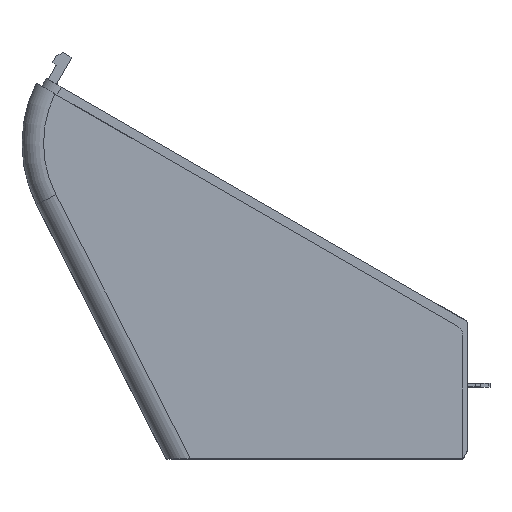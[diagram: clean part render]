
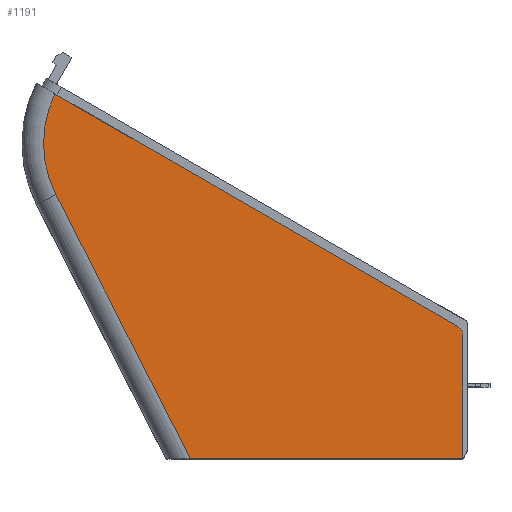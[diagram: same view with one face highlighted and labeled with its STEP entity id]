
A CAD part, top view. The second image highlights one B-rep face of the part: STEP entity #1191.
In plain terms, the highlighted planar face has unit normal (0, 0, 1).
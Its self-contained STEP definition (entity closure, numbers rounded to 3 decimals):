
#415=FACE_OUTER_BOUND('',#4045,.T.);
#1111=CIRCLE('',#9521,2.);
#1112=CIRCLE('',#9522,21.);
#1191=ADVANCED_FACE('',(#415),#1648,.T.);
#1648=PLANE('',#9523);
#1954=LINE('',#14177,#2332);
#1961=LINE('',#14192,#2339);
#1971=LINE('',#14255,#2349);
#1977=LINE('',#14277,#2355);
#2332=VECTOR('',#11263,1.);
#2339=VECTOR('',#11274,1.);
#2349=VECTOR('',#11298,1.);
#2355=VECTOR('',#11320,1.);
#4045=EDGE_LOOP('',(#5549,#5550,#5551,#5552,#5553,#5554));
#5549=ORIENTED_EDGE('',*,*,#8495,.T.);
#5550=ORIENTED_EDGE('',*,*,#8530,.T.);
#5551=ORIENTED_EDGE('',*,*,#8520,.T.);
#5552=ORIENTED_EDGE('',*,*,#8531,.T.);
#5553=ORIENTED_EDGE('',*,*,#8532,.T.);
#5554=ORIENTED_EDGE('',*,*,#8502,.T.);
#7597=VERTEX_POINT('',#14176);
#7598=VERTEX_POINT('',#14178);
#7604=VERTEX_POINT('',#14193);
#7617=VERTEX_POINT('',#14254);
#7618=VERTEX_POINT('',#14256);
#7625=VERTEX_POINT('',#14276);
#8495=EDGE_CURVE('',#7598,#7597,#1954,.T.);
#8502=EDGE_CURVE('',#7604,#7598,#1961,.T.);
#8520=EDGE_CURVE('',#7618,#7617,#1971,.T.);
#8530=EDGE_CURVE('',#7597,#7618,#1111,.T.);
#8531=EDGE_CURVE('',#7617,#7625,#1112,.T.);
#8532=EDGE_CURVE('',#7625,#7604,#1977,.T.);
#9521=AXIS2_PLACEMENT_3D('',#14274,#11316,#11317);
#9522=AXIS2_PLACEMENT_3D('',#14275,#11318,#11319);
#9523=AXIS2_PLACEMENT_3D('',#14278,#11321,#11322);
#11263=DIRECTION('',(0.,1.,0.));
#11274=DIRECTION('',(1.,0.,0.));
#11298=DIRECTION('',(-0.866,0.5,0.));
#11316=DIRECTION('',(0.,0.,1.));
#11317=DIRECTION('',(1.,0.,0.));
#11318=DIRECTION('',(0.,0.,1.));
#11319=DIRECTION('',(1.,0.,0.));
#11320=DIRECTION('',(0.454,-0.891,0.));
#11321=DIRECTION('',(0.,0.,1.));
#11322=DIRECTION('',(1.,0.,0.));
#14176=CARTESIAN_POINT('',(100.,22.805,90.));
#14177=CARTESIAN_POINT('',(100.,0.,90.));
#14178=CARTESIAN_POINT('',(100.,0.,90.));
#14192=CARTESIAN_POINT('',(45.,0.,90.));
#14193=CARTESIAN_POINT('',(49.489,0.,90.));
#14254=CARTESIAN_POINT('',(24.372,67.624,90.));
#14255=CARTESIAN_POINT('',(100.,23.96,90.));
#14256=CARTESIAN_POINT('',(99.,24.537,90.));
#14274=CARTESIAN_POINT('',(98.,22.805,90.));
#14275=CARTESIAN_POINT('',(43.269,58.465,90.));
#14276=CARTESIAN_POINT('',(24.558,48.931,90.));
#14277=CARTESIAN_POINT('',(48.564,1.816,90.));
#14278=CARTESIAN_POINT('',(43.269,58.465,90.));
